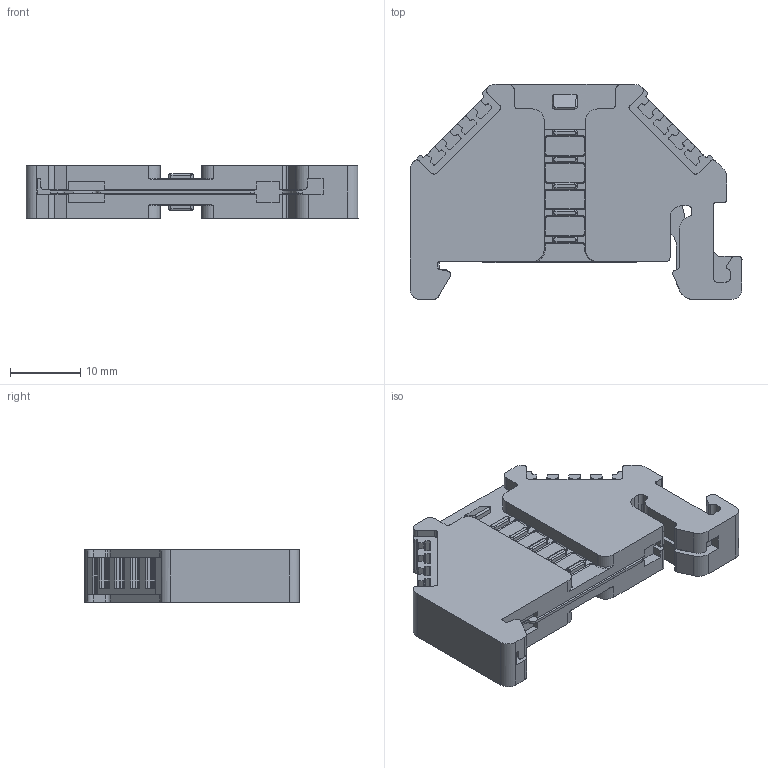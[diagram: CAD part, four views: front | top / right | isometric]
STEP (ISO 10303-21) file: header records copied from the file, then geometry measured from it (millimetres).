
FILE_DESCRIPTION (( 'STEP AP203' ), '1' );
FILE_NAME ('MRK ve OPK Durdurucu - Vidasýz.STEP', '2020-03-18T13:08:05', ( '' ), ( '' ), 'SwSTEP 2.0', 'SolidWorks 2011', '' );
FILE_SCHEMA (( 'CONFIG_CONTROL_DESIGN' ));
Length unit declared in the file: millimetre
Products named in the file (1): MRK ve OPK Durdurucu - Vidasýz
Bounding box: 47.4 x 30.7 x 7.5 mm (x, y, z)
Volume: 6595.6 mm3; surface area: 4382.4 mm2
Topology: 1 solids, 1 shells, 717 faces, 2013 edges, 1296 vertices
Faces by surface type: plane 320, cylinder 313, bspline 84
Entity records: 25674 total; most frequent: CARTESIAN_POINT 8416, ORIENTED_EDGE 4026, DIRECTION 2991, EDGE_CURVE 2013, VERTEX_POINT 1296, LINE 1195, VECTOR 1195, AXIS2_PLACEMENT_3D 898
